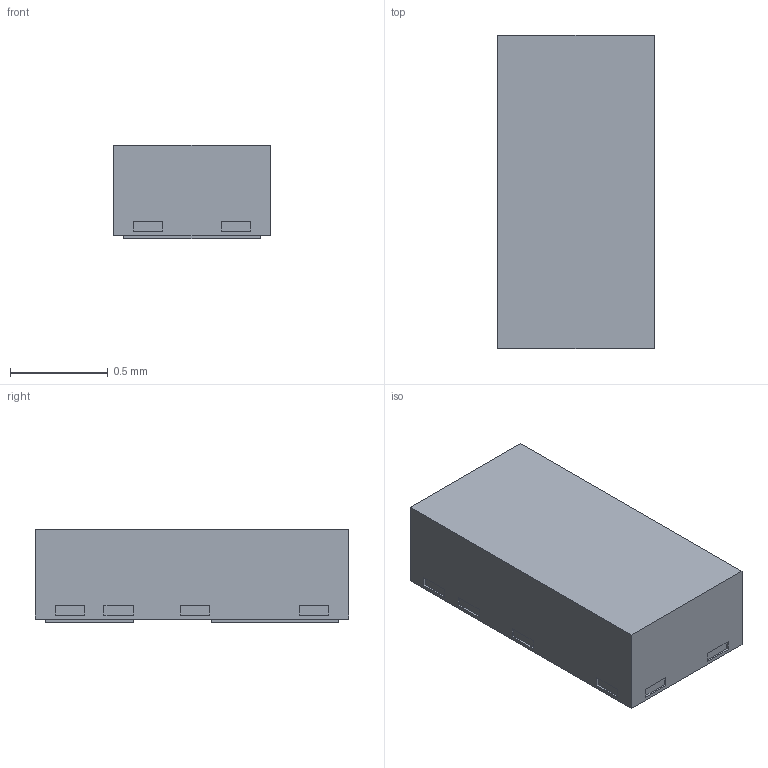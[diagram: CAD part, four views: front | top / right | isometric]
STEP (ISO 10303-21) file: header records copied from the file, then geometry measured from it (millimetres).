
FILE_DESCRIPTION(/* description */ (''),/* implementation_level */ '2;1');
FILE_NAME(/* name */ 'CST2C.step',/* time_stamp */ '2020-11-28T15:20:23+03:00',/* author */ (''),/* organization */ (''),/* preprocessor_version */ 'ST-DEVELOPER v18.1',/* originating_system */ 'Autodesk Translation Framework v9.3.0.1241',/* authorisation */ '');
FILE_SCHEMA (('AUTOMOTIVE_DESIGN { 1 0 10303 214 3 1 1 }'));
Length unit declared in the file: millimetre
Products named in the file (1): (Unsaved)
Bounding box: 0.8 x 1.6 x 0.48 mm (x, y, z)
Volume: 0.6 mm3; surface area: 6.5 mm2
Topology: 3 solids, 3 shells, 78 faces, 180 edges, 120 vertices
Faces by surface type: plane 78
Entity records: 2214 total; most frequent: CARTESIAN_POINT 379, ORIENTED_EDGE 360, DIRECTION 338, LINE 180, VECTOR 180, EDGE_CURVE 180, VERTEX_POINT 120, EDGE_LOOP 90
